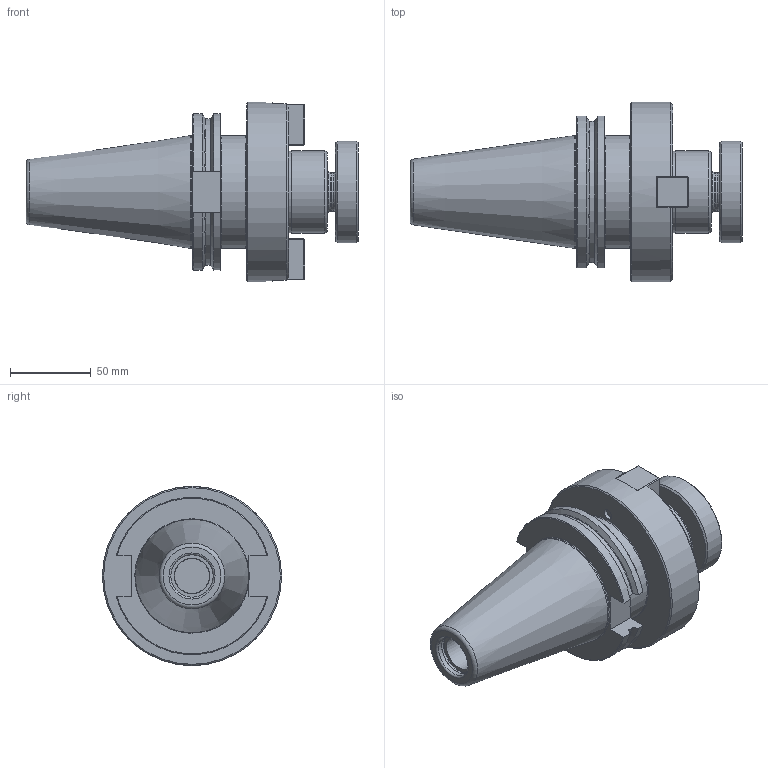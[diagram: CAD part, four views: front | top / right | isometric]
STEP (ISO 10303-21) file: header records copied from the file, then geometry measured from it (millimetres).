
FILE_DESCRIPTION(/* description */ (''),/* implementation_level */ '2;1');
FILE_NAME(/* name */ 'DCAT50-SM200-0240.stp',/* time_stamp */ '2019-07-24T15:02:11-05:00',/* author */ ('ldfli'),/* organization */ (''),/* preprocessor_version */ 'ST-DEVELOPER v18',/* originating_system */ 'Autodesk Inventor LT',/* authorisation */ '');
FILE_SCHEMA (('AUTOMOTIVE_DESIGN { 1 0 10303 214 3 1 1 }','MODEL_BASED_INTEGRATED_MANUFACTURING_SCHEMA'));
Length unit declared in the file: millimetre
Products named in the file (1): DCAT50-SM200-0240
Bounding box: 205.62 x 111 x 111 mm (x, y, z)
Volume: 723306.9 mm3; surface area: 100074.8 mm2
Topology: 4 solids, 4 shells, 178 faces, 443 edges, 291 vertices
Faces by surface type: plane 109, cylinder 34, cone 22, torus 13
Full cylindrical faces by diameter (mm): 6.647 x2, 8 x2, 8.5 x2, 10 x1, 13 x2, 14 x2, 21.971 x1, 23.444 x1, 23.876 x1, 25.4 x1, 26.2 x1, 26.7 x1, 38 x1, 50.3 x1, 50.8 x1, 63 x1, 69.85 x1, 69.857 x1, 111 x1
Entity records: 5414 total; most frequent: CARTESIAN_POINT 1019, DIRECTION 945, ORIENTED_EDGE 886, EDGE_CURVE 443, AXIS2_PLACEMENT_3D 352, VERTEX_POINT 291, LINE 241, VECTOR 241
